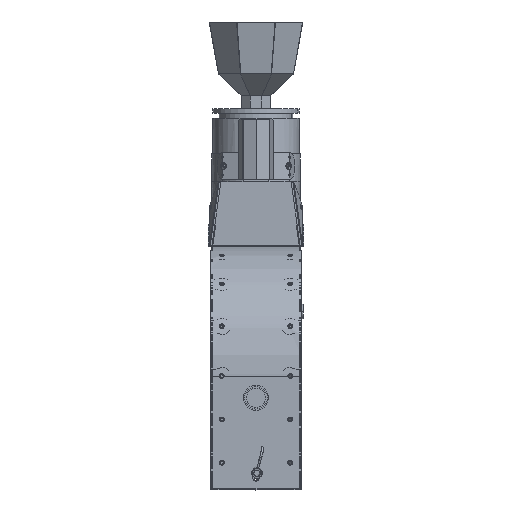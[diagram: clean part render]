
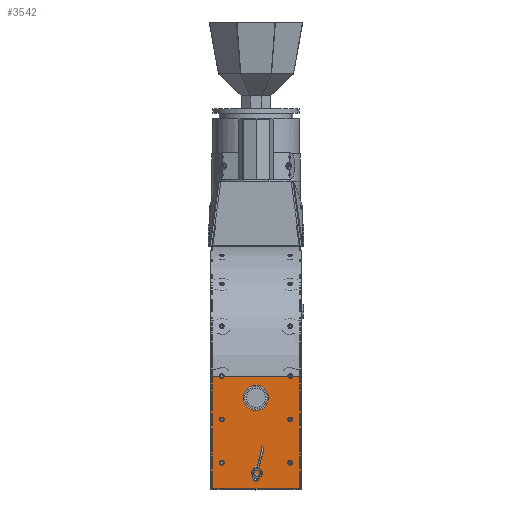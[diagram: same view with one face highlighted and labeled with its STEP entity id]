
A CAD part, top view. The second image highlights one B-rep face of the part: STEP entity #3542.
In plain terms, the highlighted planar face has unit normal (0, 0, 1).
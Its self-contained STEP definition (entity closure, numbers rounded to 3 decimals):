
#1134=FACE_BOUND('',#7977,.F.);
#1135=FACE_BOUND('',#7978,.F.);
#1136=FACE_BOUND('',#7979,.F.);
#1137=FACE_BOUND('',#7980,.F.);
#1138=FACE_BOUND('',#7981,.F.);
#1139=FACE_BOUND('',#7982,.F.);
#1900=PLANE('',#42767);
#3542=ADVANCED_FACE('',(#1134,#1135,#1136,#1137,#1138,#1139,#5678),#1900,.T.);
#5678=FACE_OUTER_BOUND('',#7983,.F.);
#7977=EDGE_LOOP('',(#15193,#15194));
#7978=EDGE_LOOP('',(#15195,#15196));
#7979=EDGE_LOOP('',(#15197,#15198));
#7980=EDGE_LOOP('',(#15199,#15200));
#7981=EDGE_LOOP('',(#15201,#15202));
#7982=EDGE_LOOP('',(#15203,#15204));
#7983=EDGE_LOOP('',(#15205,#15206,#15207,#15208,#15209,#15210,#15211,#15212,
#15213,#15214,#15215,#15216));
#15193=ORIENTED_EDGE('',*,*,#26446,.T.);
#15194=ORIENTED_EDGE('',*,*,#26447,.T.);
#15195=ORIENTED_EDGE('',*,*,#26406,.T.);
#15196=ORIENTED_EDGE('',*,*,#26407,.T.);
#15197=ORIENTED_EDGE('',*,*,#26378,.T.);
#15198=ORIENTED_EDGE('',*,*,#26379,.T.);
#15199=ORIENTED_EDGE('',*,*,#26382,.T.);
#15200=ORIENTED_EDGE('',*,*,#26383,.T.);
#15201=ORIENTED_EDGE('',*,*,#26410,.T.);
#15202=ORIENTED_EDGE('',*,*,#26411,.T.);
#15203=ORIENTED_EDGE('',*,*,#26450,.T.);
#15204=ORIENTED_EDGE('',*,*,#26451,.T.);
#15205=ORIENTED_EDGE('',*,*,#26365,.F.);
#15206=ORIENTED_EDGE('',*,*,#26363,.F.);
#15207=ORIENTED_EDGE('',*,*,#26444,.F.);
#15208=ORIENTED_EDGE('',*,*,#26358,.T.);
#15209=ORIENTED_EDGE('',*,*,#26440,.F.);
#15210=ORIENTED_EDGE('',*,*,#26360,.T.);
#15211=ORIENTED_EDGE('',*,*,#26394,.F.);
#15212=ORIENTED_EDGE('',*,*,#26390,.T.);
#15213=ORIENTED_EDGE('',*,*,#26391,.T.);
#15214=ORIENTED_EDGE('',*,*,#26404,.F.);
#15215=ORIENTED_EDGE('',*,*,#26400,.T.);
#15216=ORIENTED_EDGE('',*,*,#26401,.T.);
#22509=CIRCLE('',#41356,2.75);
#22510=CIRCLE('',#41357,2.75);
#22513=CIRCLE('',#41360,2.75);
#22514=CIRCLE('',#41361,2.75);
#22517=CIRCLE('',#41364,2.75);
#22518=CIRCLE('',#41365,2.75);
#22521=CIRCLE('',#41368,2.75);
#22522=CIRCLE('',#41369,2.75);
#22525=CIRCLE('',#41372,2.75);
#22526=CIRCLE('',#41373,2.75);
#22529=CIRCLE('',#41376,2.75);
#22530=CIRCLE('',#41377,2.75);
#22533=CIRCLE('',#41380,1.);
#22535=CIRCLE('',#41382,1.);
#22537=CIRCLE('',#41384,11.5);
#22538=CIRCLE('',#41385,11.5);
#22541=CIRCLE('',#41388,3.75);
#22542=CIRCLE('',#41389,3.75);
#26358=EDGE_CURVE('',#38722,#38721,#31001,.T.);
#26360=EDGE_CURVE('',#38719,#38726,#31003,.T.);
#26363=EDGE_CURVE('',#38717,#38729,#31006,.T.);
#26365=EDGE_CURVE('',#38729,#38715,#31008,.T.);
#26378=EDGE_CURVE('',#38742,#38744,#22509,.T.);
#26379=EDGE_CURVE('',#38744,#38742,#22510,.T.);
#26382=EDGE_CURVE('',#38746,#38748,#22513,.T.);
#26383=EDGE_CURVE('',#38748,#38746,#22514,.T.);
#26390=EDGE_CURVE('',#38713,#38750,#22517,.T.);
#26391=EDGE_CURVE('',#38750,#38714,#22518,.T.);
#26394=EDGE_CURVE('',#38713,#38726,#31017,.T.);
#26400=EDGE_CURVE('',#38710,#38754,#22521,.T.);
#26401=EDGE_CURVE('',#38754,#38715,#22522,.T.);
#26404=EDGE_CURVE('',#38710,#38714,#31019,.T.);
#26406=EDGE_CURVE('',#38758,#38760,#22525,.T.);
#26407=EDGE_CURVE('',#38760,#38758,#22526,.T.);
#26410=EDGE_CURVE('',#38762,#38764,#22529,.T.);
#26411=EDGE_CURVE('',#38764,#38762,#22530,.T.);
#26440=EDGE_CURVE('',#38719,#38721,#22533,.T.);
#26444=EDGE_CURVE('',#38722,#38717,#22535,.T.);
#26446=EDGE_CURVE('',#38791,#38789,#22537,.T.);
#26447=EDGE_CURVE('',#38789,#38791,#22538,.T.);
#26450=EDGE_CURVE('',#38795,#38793,#22541,.T.);
#26451=EDGE_CURVE('',#38793,#38795,#22542,.T.);
#31001=LINE('',#64858,#34351);
#31003=LINE('',#64860,#34353);
#31006=LINE('',#64863,#34356);
#31008=LINE('',#64865,#34358);
#31017=LINE('',#64926,#34367);
#31019=LINE('',#64968,#34369);
#34351=VECTOR('',#48450,102.);
#34353=VECTOR('',#48452,129.);
#34356=VECTOR('',#48455,129.);
#34358=VECTOR('',#48457,9.75);
#34367=VECTOR('',#48498,9.75);
#34369=VECTOR('',#48508,73.5);
#38710=VERTEX_POINT('',#62080);
#38713=VERTEX_POINT('',#62083);
#38714=VERTEX_POINT('',#62084);
#38715=VERTEX_POINT('',#62085);
#38717=VERTEX_POINT('',#62087);
#38719=VERTEX_POINT('',#62089);
#38721=VERTEX_POINT('',#62091);
#38722=VERTEX_POINT('',#62092);
#38726=VERTEX_POINT('',#62096);
#38729=VERTEX_POINT('',#62099);
#38742=VERTEX_POINT('',#62112);
#38744=VERTEX_POINT('',#62114);
#38746=VERTEX_POINT('',#62116);
#38748=VERTEX_POINT('',#62118);
#38750=VERTEX_POINT('',#62120);
#38754=VERTEX_POINT('',#62124);
#38758=VERTEX_POINT('',#62128);
#38760=VERTEX_POINT('',#62130);
#38762=VERTEX_POINT('',#62132);
#38764=VERTEX_POINT('',#62134);
#38789=VERTEX_POINT('',#62159);
#38791=VERTEX_POINT('',#62161);
#38793=VERTEX_POINT('',#62163);
#38795=VERTEX_POINT('',#62165);
#41356=AXIS2_PLACEMENT_3D('',#64878,#48474,#48475);
#41357=AXIS2_PLACEMENT_3D('',#64879,#48476,#48477);
#41360=AXIS2_PLACEMENT_3D('',#64882,#48482,#48483);
#41361=AXIS2_PLACEMENT_3D('',#64883,#48484,#48485);
#41364=AXIS2_PLACEMENT_3D('',#64922,#48490,#48491);
#41365=AXIS2_PLACEMENT_3D('',#64923,#48492,#48493);
#41368=AXIS2_PLACEMENT_3D('',#64964,#48500,#48501);
#41369=AXIS2_PLACEMENT_3D('',#64965,#48502,#48503);
#41372=AXIS2_PLACEMENT_3D('',#64970,#48510,#48511);
#41373=AXIS2_PLACEMENT_3D('',#64971,#48512,#48513);
#41376=AXIS2_PLACEMENT_3D('',#64974,#48518,#48519);
#41377=AXIS2_PLACEMENT_3D('',#64975,#48520,#48521);
#41380=AXIS2_PLACEMENT_3D('',#65316,#48528,#48529);
#41382=AXIS2_PLACEMENT_3D('',#65320,#48534,#48535);
#41384=AXIS2_PLACEMENT_3D('',#65322,#48538,#48539);
#41385=AXIS2_PLACEMENT_3D('',#65323,#48540,#48541);
#41388=AXIS2_PLACEMENT_3D('',#65326,#48546,#48547);
#41389=AXIS2_PLACEMENT_3D('',#65327,#48548,#48549);
#42767=AXIS2_PLACEMENT_3D('',#71565,#52678,#52679);
#48450=DIRECTION('',(-1.,0.,0.));
#48452=DIRECTION('',(0.,1.,0.));
#48455=DIRECTION('',(0.,1.,0.));
#48457=DIRECTION('',(-1.,0.,0.));
#48474=DIRECTION('',(0.,0.,1.));
#48475=DIRECTION('',(0.,-1.,0.));
#48476=DIRECTION('',(0.,0.,1.));
#48477=DIRECTION('',(0.,1.,0.));
#48482=DIRECTION('',(0.,0.,1.));
#48483=DIRECTION('',(0.,-1.,0.));
#48484=DIRECTION('',(0.,0.,1.));
#48485=DIRECTION('',(0.,1.,0.));
#48490=DIRECTION('',(0.,0.,1.));
#48491=DIRECTION('',(-1.,0.,0.));
#48492=DIRECTION('',(0.,0.,1.));
#48493=DIRECTION('',(0.,-1.,0.));
#48498=DIRECTION('',(-1.,0.,0.));
#48500=DIRECTION('',(0.,0.,1.));
#48501=DIRECTION('',(-1.,0.,0.));
#48502=DIRECTION('',(0.,0.,1.));
#48503=DIRECTION('',(0.,-1.,0.));
#48508=DIRECTION('',(-1.,0.,0.));
#48510=DIRECTION('',(0.,0.,1.));
#48511=DIRECTION('',(0.,-1.,0.));
#48512=DIRECTION('',(0.,0.,1.));
#48513=DIRECTION('',(0.,1.,0.));
#48518=DIRECTION('',(0.,0.,1.));
#48519=DIRECTION('',(0.,-1.,0.));
#48520=DIRECTION('',(0.,0.,1.));
#48521=DIRECTION('',(0.,1.,0.));
#48528=DIRECTION('',(0.,0.,1.));
#48529=DIRECTION('',(-1.,0.,0.));
#48534=DIRECTION('',(0.,0.,1.));
#48535=DIRECTION('',(0.,-1.,0.));
#48538=DIRECTION('',(0.,0.,1.));
#48539=DIRECTION('',(0.,1.,0.));
#48540=DIRECTION('',(0.,0.,1.));
#48541=DIRECTION('',(0.,-1.,0.));
#48546=DIRECTION('',(0.,0.,1.));
#48547=DIRECTION('',(0.,1.,0.));
#48548=DIRECTION('',(0.,0.,1.));
#48549=DIRECTION('',(0.,-1.,0.));
#52678=DIRECTION('',(0.,0.,1.));
#52679=DIRECTION('',(-1.,0.,0.));
#62080=CARTESIAN_POINT('',(197.303,-105.447,201.));
#62083=CARTESIAN_POINT('',(118.303,-105.447,201.));
#62084=CARTESIAN_POINT('',(123.803,-105.447,201.));
#62085=CARTESIAN_POINT('',(202.803,-105.447,201.));
#62087=CARTESIAN_POINT('',(212.553,-234.447,201.));
#62089=CARTESIAN_POINT('',(108.553,-234.447,201.));
#62091=CARTESIAN_POINT('',(109.553,-235.447,201.));
#62092=CARTESIAN_POINT('',(211.553,-235.447,201.));
#62096=CARTESIAN_POINT('',(108.553,-105.447,201.));
#62099=CARTESIAN_POINT('',(212.553,-105.447,201.));
#62112=CARTESIAN_POINT('',(121.053,-208.197,201.));
#62114=CARTESIAN_POINT('',(121.053,-202.697,201.));
#62116=CARTESIAN_POINT('',(121.053,-158.197,201.));
#62118=CARTESIAN_POINT('',(121.053,-152.697,201.));
#62120=CARTESIAN_POINT('',(121.053,-108.197,201.));
#62124=CARTESIAN_POINT('',(200.053,-108.197,201.));
#62128=CARTESIAN_POINT('',(200.053,-158.197,201.));
#62130=CARTESIAN_POINT('',(200.053,-152.697,201.));
#62132=CARTESIAN_POINT('',(200.053,-208.197,201.));
#62134=CARTESIAN_POINT('',(200.053,-202.697,201.));
#62159=CARTESIAN_POINT('',(160.553,-141.947,201.));
#62161=CARTESIAN_POINT('',(160.553,-118.947,201.));
#62163=CARTESIAN_POINT('',(160.553,-226.697,201.));
#62165=CARTESIAN_POINT('',(160.553,-219.197,201.));
#64858=CARTESIAN_POINT('',(211.553,-235.447,201.));
#64860=CARTESIAN_POINT('',(108.553,-234.447,201.));
#64863=CARTESIAN_POINT('',(212.553,-234.447,201.));
#64865=CARTESIAN_POINT('',(212.553,-105.447,201.));
#64878=CARTESIAN_POINT('',(121.053,-205.447,201.));
#64879=CARTESIAN_POINT('',(121.053,-205.447,201.));
#64882=CARTESIAN_POINT('',(121.053,-155.447,201.));
#64883=CARTESIAN_POINT('',(121.053,-155.447,201.));
#64922=CARTESIAN_POINT('',(121.053,-105.447,201.));
#64923=CARTESIAN_POINT('',(121.053,-105.447,201.));
#64926=CARTESIAN_POINT('',(118.303,-105.447,201.));
#64964=CARTESIAN_POINT('',(200.053,-105.447,201.));
#64965=CARTESIAN_POINT('',(200.053,-105.447,201.));
#64968=CARTESIAN_POINT('',(197.303,-105.447,201.));
#64970=CARTESIAN_POINT('',(200.053,-155.447,201.));
#64971=CARTESIAN_POINT('',(200.053,-155.447,201.));
#64974=CARTESIAN_POINT('',(200.053,-205.447,201.));
#64975=CARTESIAN_POINT('',(200.053,-205.447,201.));
#65316=CARTESIAN_POINT('',(109.553,-234.447,201.));
#65320=CARTESIAN_POINT('',(211.553,-234.447,201.));
#65322=CARTESIAN_POINT('',(160.553,-130.447,201.));
#65323=CARTESIAN_POINT('',(160.553,-130.447,201.));
#65326=CARTESIAN_POINT('',(160.553,-222.947,201.));
#65327=CARTESIAN_POINT('',(160.553,-222.947,201.));
#71565=CARTESIAN_POINT('',(215.353,47.353,201.));
